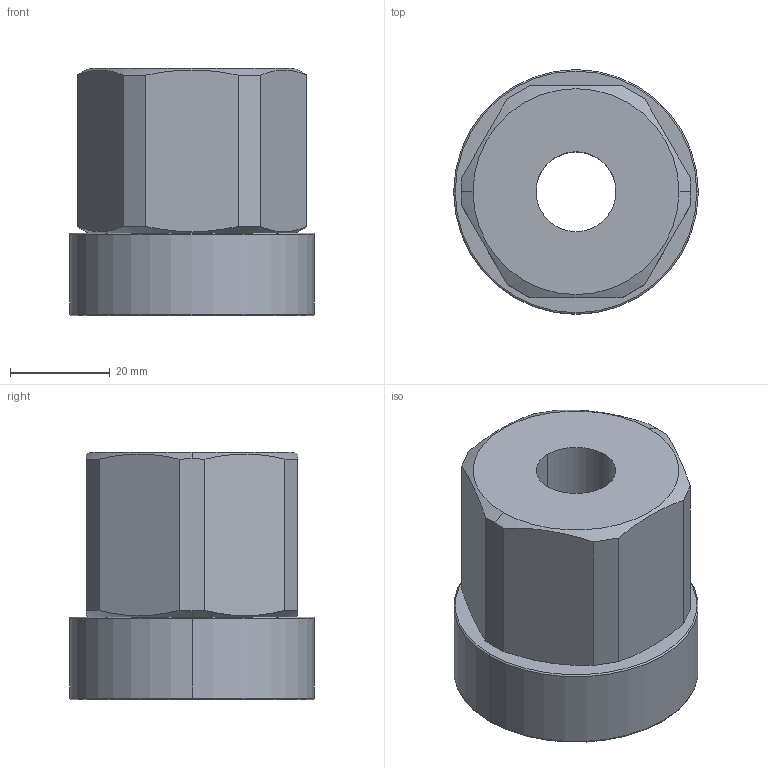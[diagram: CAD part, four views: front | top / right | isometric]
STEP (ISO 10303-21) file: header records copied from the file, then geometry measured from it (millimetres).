
FILE_DESCRIPTION((''),'2;1');
FILE_NAME('NR1600','2025-05-19T13:35:13',('lx'),(''),'CREO PARAMETRIC BY PTC INC, 2018100','CREO PARAMETRIC BY PTC INC, 2018100','');
FILE_SCHEMA(('CONFIG_CONTROL_DESIGN'));
Length unit declared in the file: millimetre
Products named in the file (1): NR1600
Bounding box: 49 x 49 x 49.5 mm (x, y, z)
Volume: 71129.1 mm3; surface area: 13888.3 mm2
Topology: 1 solids, 1 shells, 240 faces, 665 edges, 442 vertices
Faces by surface type: plane 220, cylinder 12, torus 4, cone 4
Entity records: 7689 total; most frequent: CARTESIAN_POINT 1517, ORIENTED_EDGE 1330, DIRECTION 1153, EDGE_CURVE 665, VECTOR 601, LINE 601, VERTEX_POINT 442, AXIS2_PLACEMENT_3D 276
